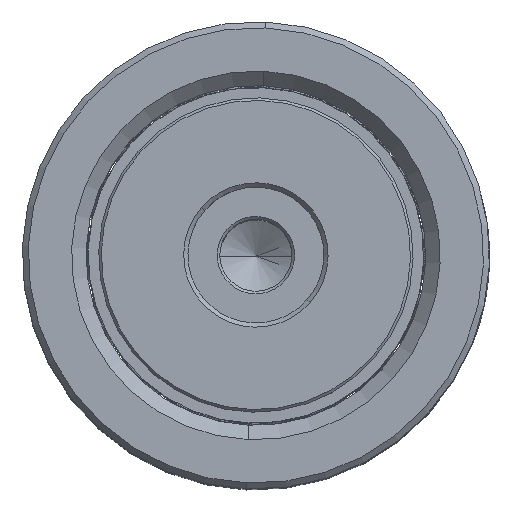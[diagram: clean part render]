
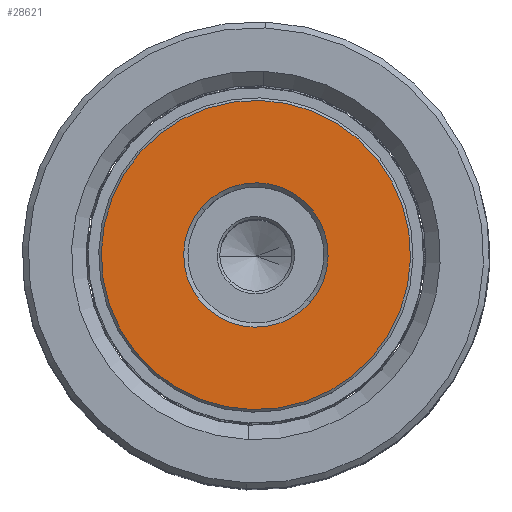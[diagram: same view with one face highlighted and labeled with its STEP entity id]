
A CAD part, top view. The second image highlights one B-rep face of the part: STEP entity #28621.
In plain terms, the highlighted face is planar.
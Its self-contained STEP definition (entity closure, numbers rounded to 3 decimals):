
#3091 = CIRCLE ( 'NONE', #20205, 8.5 ) ;
#3418 = AXIS2_PLACEMENT_3D ( 'NONE', #5957, #30986, #18687 ) ;
#5876 = DIRECTION ( 'NONE',  ( 1., 0., 0. ) ) ;
#5957 = CARTESIAN_POINT ( 'NONE',  ( 0., 0., 0. ) ) ;
#6470 = DIRECTION ( 'NONE',  ( 0., 0., 1. ) ) ;
#9332 = DIRECTION ( 'NONE',  ( 0., 0., 1. ) ) ;
#11071 = AXIS2_PLACEMENT_3D ( 'NONE', #12806, #13070, #34901 ) ;
#11317 = FACE_BOUND ( 'NONE', #39772, .T. ) ;
#11541 = CARTESIAN_POINT ( 'NONE',  ( -18.2, 0., 0. ) ) ;
#11992 = CARTESIAN_POINT ( 'NONE',  ( 8.5, 0., 0. ) ) ;
#12246 = DIRECTION ( 'NONE',  ( 0., 0., 1. ) ) ;
#12806 = CARTESIAN_POINT ( 'NONE',  ( 0., 0., 0. ) ) ;
#12813 = EDGE_CURVE ( 'NONE', #18244, #33801, #19960, .T. ) ;
#13070 = DIRECTION ( 'NONE',  ( 0., 0., -1. ) ) ;
#16149 = DIRECTION ( 'NONE',  ( 1., 0., 0. ) ) ;
#18244 = VERTEX_POINT ( 'NONE', #11992 ) ;
#18687 = DIRECTION ( 'NONE',  ( 1., 0., 0. ) ) ;
#19960 = CIRCLE ( 'NONE', #37784, 8.5 ) ;
#20205 = AXIS2_PLACEMENT_3D ( 'NONE', #37772, #9332, #37490 ) ;
#21216 = FACE_OUTER_BOUND ( 'NONE', #35552, .T. ) ;
#21935 = CARTESIAN_POINT ( 'NONE',  ( -8.5, 0., 0. ) ) ;
#23048 = VERTEX_POINT ( 'NONE', #11541 ) ;
#24546 = CARTESIAN_POINT ( 'NONE',  ( 18.2, 0., 0. ) ) ;
#24801 = CARTESIAN_POINT ( 'NONE',  ( 0., 0., 0. ) ) ;
#26996 = ORIENTED_EDGE ( 'NONE', *, *, #27612, .T. ) ;
#27045 = CIRCLE ( 'NONE', #3418, 18.2 ) ;
#27612 = EDGE_CURVE ( 'NONE', #23048, #36182, #38550, .T. ) ;
#28621 = ADVANCED_FACE ( 'NONE', ( #21216, #11317 ), #37245, .F. ) ;
#29184 = ORIENTED_EDGE ( 'NONE', *, *, #12813, .T. ) ;
#30986 = DIRECTION ( 'NONE',  ( 0., 0., -1. ) ) ;
#31320 = EDGE_CURVE ( 'NONE', #36182, #23048, #27045, .T. ) ;
#32969 = ORIENTED_EDGE ( 'NONE', *, *, #31320, .T. ) ;
#33630 = ORIENTED_EDGE ( 'NONE', *, *, #37794, .T. ) ;
#33801 = VERTEX_POINT ( 'NONE', #21935 ) ;
#34687 = AXIS2_PLACEMENT_3D ( 'NONE', #35343, #6470, #16149 ) ;
#34901 = DIRECTION ( 'NONE',  ( 1., 0., 0. ) ) ;
#35343 = CARTESIAN_POINT ( 'NONE',  ( 0., 0., 0. ) ) ;
#35552 = EDGE_LOOP ( 'NONE', ( #32969, #26996 ) ) ;
#36182 = VERTEX_POINT ( 'NONE', #24546 ) ;
#37245 = PLANE ( 'NONE',  #34687 ) ;
#37490 = DIRECTION ( 'NONE',  ( 1., 0., 0. ) ) ;
#37772 = CARTESIAN_POINT ( 'NONE',  ( 0., 0., 0. ) ) ;
#37784 = AXIS2_PLACEMENT_3D ( 'NONE', #24801, #12246, #5876 ) ;
#37794 = EDGE_CURVE ( 'NONE', #33801, #18244, #3091, .T. ) ;
#38550 = CIRCLE ( 'NONE', #11071, 18.2 ) ;
#39772 = EDGE_LOOP ( 'NONE', ( #33630, #29184 ) ) ;
